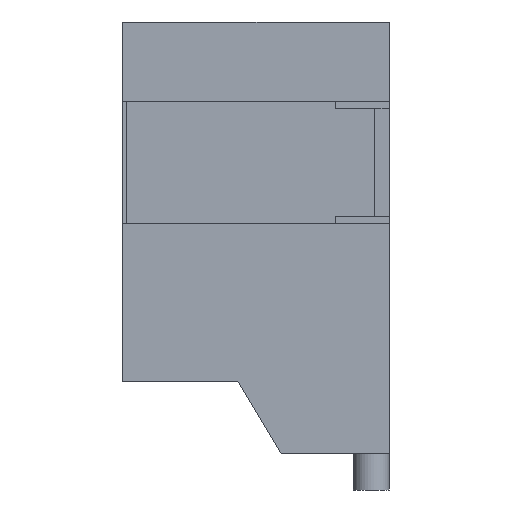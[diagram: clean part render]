
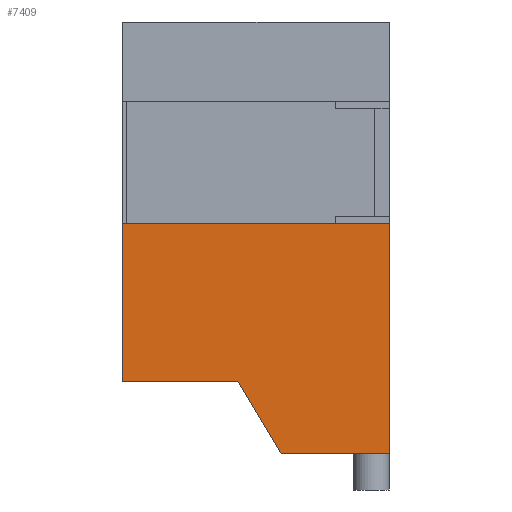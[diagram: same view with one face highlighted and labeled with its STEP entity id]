
A CAD part, left-side view. The second image highlights one B-rep face of the part: STEP entity #7409.
In plain terms, the highlighted planar face has unit normal (-1, 0, 0).
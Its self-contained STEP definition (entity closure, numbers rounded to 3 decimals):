
#1 = EDGE_CURVE ( 'NONE', #3552, #2877, #6564, .T. ) ;
#2877 = VERTEX_POINT ( 'NONE', #4472 ) ;
#2878 = ORIENTED_EDGE ( 'NONE', *, *, #1, .F. ) ;
#3027 = EDGE_CURVE ( 'NONE', #2877, #3279, #4471, .T. ) ;
#3035 = ORIENTED_EDGE ( 'NONE', *, *, #3536, .F. ) ;
#3042 = ORIENTED_EDGE ( 'NONE', *, *, #3027, .F. ) ;
#3044 = ORIENTED_EDGE ( 'NONE', *, *, #3278, .F. ) ;
#3054 = EDGE_CURVE ( 'NONE', #3546, #3443, #4467, .T. ) ;
#3184 = FACE_OUTER_BOUND ( 'NONE', #7377, .T. ) ;
#3246 = DIRECTION ( 'NONE',  ( 0., 0., 1. ) ) ;
#3248 = DIRECTION ( 'NONE',  ( -1., 0., 0. ) ) ;
#3249 = CARTESIAN_POINT ( 'NONE',  ( -11.25, 3.7, 6. ) ) ;
#3251 = AXIS2_PLACEMENT_3D ( 'NONE', #3249, #3248, #3246 ) ;
#3255 = PLANE ( 'NONE',  #3251 ) ;
#3278 = EDGE_CURVE ( 'NONE', #3279, #3280, #4605, .T. ) ;
#3279 = VERTEX_POINT ( 'NONE', #4591 ) ;
#3280 = VERTEX_POINT ( 'NONE', #4590 ) ;
#3443 = VERTEX_POINT ( 'NONE', #4906 ) ;
#3536 = EDGE_CURVE ( 'NONE', #3280, #3443, #4988, .T. ) ;
#3546 = VERTEX_POINT ( 'NONE', #5020 ) ;
#3551 = EDGE_CURVE ( 'NONE', #3546, #3552, #5018, .T. ) ;
#3552 = VERTEX_POINT ( 'NONE', #5014 ) ;
#4464 = DIRECTION ( 'NONE',  ( 0., 1., 0. ) ) ;
#4465 = VECTOR ( 'NONE', #4464, 1000. ) ;
#4466 = CARTESIAN_POINT ( 'NONE',  ( -11.25, 0., 3.2 ) ) ;
#4467 = LINE ( 'NONE', #4466, #4465 ) ;
#4468 = DIRECTION ( 'NONE',  ( 0., 0.514, 0.857 ) ) ;
#4469 = VECTOR ( 'NONE', #4468, 1000. ) ;
#4470 = CARTESIAN_POINT ( 'NONE',  ( -11.25, 2.1, 1. ) ) ;
#4471 = LINE ( 'NONE', #4470, #4469 ) ;
#4472 = CARTESIAN_POINT ( 'NONE',  ( -11.25, 1.5, 0. ) ) ;
#4590 = CARTESIAN_POINT ( 'NONE',  ( -11.25, 3.7, 1. ) ) ;
#4591 = CARTESIAN_POINT ( 'NONE',  ( -11.25, 2.1, 1. ) ) ;
#4602 = DIRECTION ( 'NONE',  ( 0., 1., 0. ) ) ;
#4603 = VECTOR ( 'NONE', #4602, 1000. ) ;
#4604 = CARTESIAN_POINT ( 'NONE',  ( -11.25, 3.7, 1. ) ) ;
#4605 = LINE ( 'NONE', #4604, #4603 ) ;
#4906 = CARTESIAN_POINT ( 'NONE',  ( -11.25, 3.7, 3.2 ) ) ;
#4985 = DIRECTION ( 'NONE',  ( 0., 0., 1. ) ) ;
#4986 = VECTOR ( 'NONE', #4985, 1000. ) ;
#4987 = CARTESIAN_POINT ( 'NONE',  ( -11.25, 3.7, 6. ) ) ;
#4988 = LINE ( 'NONE', #4987, #4986 ) ;
#5014 = CARTESIAN_POINT ( 'NONE',  ( -11.25, 0., 0. ) ) ;
#5015 = DIRECTION ( 'NONE',  ( 0., 0., -1. ) ) ;
#5016 = VECTOR ( 'NONE', #5015, 1000. ) ;
#5017 = CARTESIAN_POINT ( 'NONE',  ( -11.25, 0., 0. ) ) ;
#5018 = LINE ( 'NONE', #5017, #5016 ) ;
#5020 = CARTESIAN_POINT ( 'NONE',  ( -11.25, 0., 3.2 ) ) ;
#6561 = DIRECTION ( 'NONE',  ( 0., 1., 0. ) ) ;
#6562 = VECTOR ( 'NONE', #6561, 1000. ) ;
#6563 = CARTESIAN_POINT ( 'NONE',  ( -11.25, 1.5, 0. ) ) ;
#6564 = LINE ( 'NONE', #6563, #6562 ) ;
#7377 = EDGE_LOOP ( 'NONE', ( #7428, #7427, #3035, #3044, #3042, #2878 ) ) ;
#7409 = ADVANCED_FACE ( 'NONE', ( #3184 ), #3255, .T. ) ;
#7427 = ORIENTED_EDGE ( 'NONE', *, *, #3054, .T. ) ;
#7428 = ORIENTED_EDGE ( 'NONE', *, *, #3551, .F. ) ;
